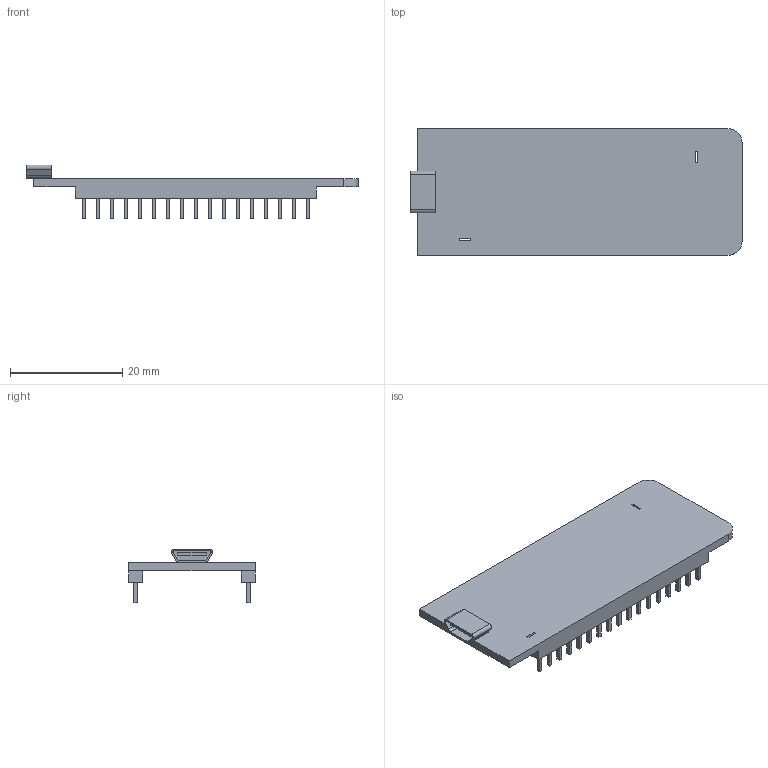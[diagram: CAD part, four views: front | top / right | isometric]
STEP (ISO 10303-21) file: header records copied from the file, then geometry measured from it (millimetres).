
FILE_DESCRIPTION (( 'STEP AP214' ), '1' );
FILE_NAME ('C-DZB_WirelessStickV3_fromTech.STEP', '2023-08-25T20:15:48', ( '' ), ( '' ), 'SwSTEP 2.0', 'SolidWorks 2022', '' );
FILE_SCHEMA (( 'AUTOMOTIVE_DESIGN' ));
Length unit declared in the file: millimetre
Products named in the file (1): C-DZB_WirelessStickV3_fromTech
Bounding box: 59.2 x 22.6 x 9.6 mm (x, y, z)
Volume: 2465.5 mm3; surface area: 3710.6 mm2
Topology: 1 solids, 1 shells, 218 faces, 538 edges, 358 vertices
Faces by surface type: plane 208, cylinder 10
Entity records: 6368 total; most frequent: CARTESIAN_POINT 1115, ORIENTED_EDGE 1076, DIRECTION 996, EDGE_CURVE 538, LINE 518, VECTOR 518, VERTEX_POINT 358, EDGE_LOOP 258
